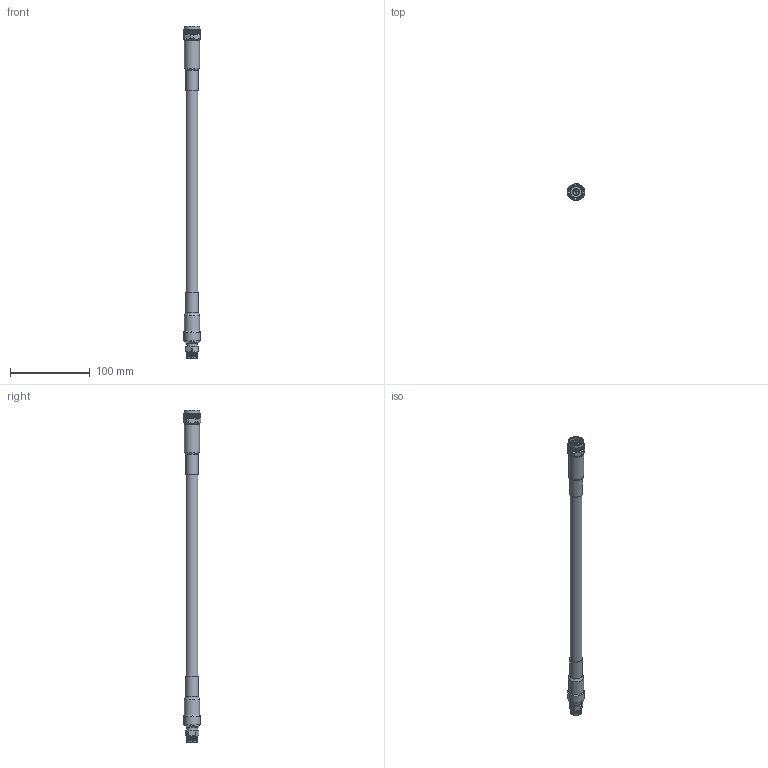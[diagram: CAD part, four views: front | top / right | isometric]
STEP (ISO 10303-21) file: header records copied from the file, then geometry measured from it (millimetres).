
FILE_DESCRIPTION (( 'STEP AP203' ), '1' );
FILE_NAME ('PE3W02356_3D.step', '2021-07-14T15:56:50', ( '' ), ( '' ), 'SwSTEP 2.0', 'SolidWorks 2020', '' );
FILE_SCHEMA (( 'CONFIG_CONTROL_DESIGN' ));
Length unit declared in the file: inch
Products named in the file (4): PE3W02356_3D; EZ-600-TM-X^PE3W02356_Heat Shrink; EZ-600-NMH-X^PE3W02356_Heat Shrink; LMR-600-DB^PE3W02356_LMR-600
Assembly tree (3 placements, depth 2):
  PE3W02356_3D
    LMR-600-DB^PE3W02356_LMR-600
    EZ-600-NMH-X^PE3W02356_Heat Shrink
    EZ-600-TM-X^PE3W02356_Heat Shrink
Bounding box: 20.66 x 22.22 x 417.34 mm (x, y, z)
Volume: 83530.2 mm3; surface area: 25468.2 mm2
Topology: 4 solids, 4 shells, 4043 faces, 8862 edges, 4840 vertices
Faces by surface type: bspline 3009, cylinder 816, plane 185, cone 31, torus 2
Full cylindrical faces by diameter (mm): 1.27 x1, 1.524 x1, 1.905 x1, 2.54 x1, 5.08 x1, 6.909 x1, 7.569 x1, 8.255 x1, 11.112 x6, 12.866 x1, 14.553 x2, 14.986 x1, 15.748 x1, 15.846 x1, 15.875 x6, 16.002 x1, 17.5 x1, 19.024 x1, 19.054 x1, 19.136 x1, 19.69 x2, 20.66 x1
Entity records: 138262 total; most frequent: CARTESIAN_POINT 84180, ORIENTED_EDGE 17528, EDGE_CURVE 8764, VERTEX_POINT 4798, EDGE_LOOP 4088, FACE_OUTER_BOUND 4060, ADVANCED_FACE 4031, B_SPLINE_CURVE_WITH_KNOTS 3862
